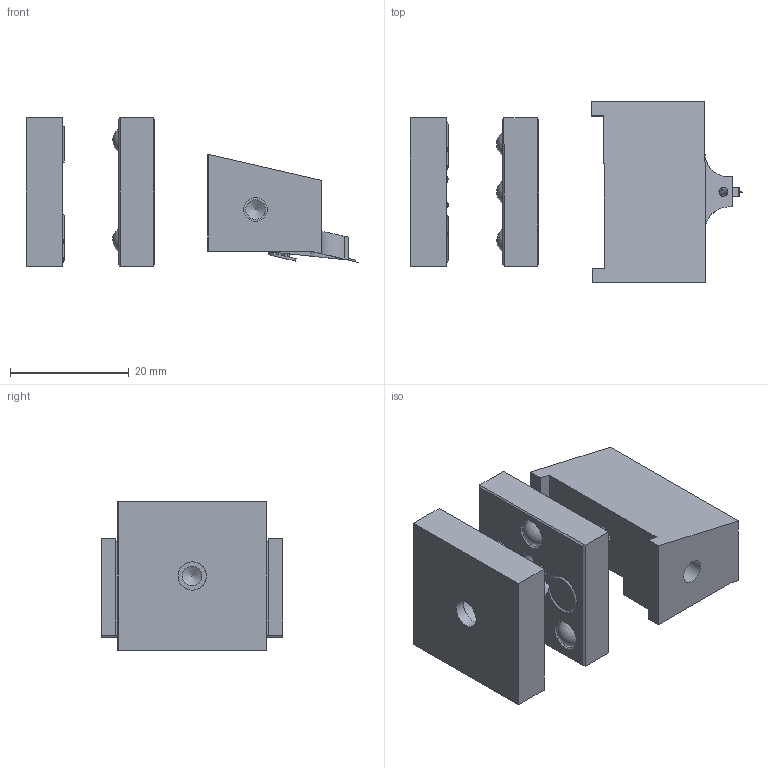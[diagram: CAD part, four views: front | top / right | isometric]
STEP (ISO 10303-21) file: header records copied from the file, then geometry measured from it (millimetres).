
FILE_DESCRIPTION(/* description */ (''),/* implementation_level */ '2;1');
FILE_NAME(/* name */ 'Probe Holder & Magnetic Holder.step',/* time_stamp */ '2024-06-17T21:44:55-04:00',/* author */ (''),/* organization */ (''),/* preprocessor_version */ 'ST-DEVELOPER v20',/* originating_system */ 'Autodesk Translation Framework v12.20.1.177',/* authorisation */ '');
FILE_SCHEMA (('AUTOMOTIVE_DESIGN { 1 0 10303 214 3 1 1 }'));
Length unit declared in the file: millimetre
Products named in the file (1): Probe Holder & Magnetic Holder
Bounding box: 55.94 x 30.52 x 24.99 mm (x, y, z)
Volume: 14211.9 mm3; surface area: 8617.2 mm2
Topology: 19 solids, 19 shells, 715 faces, 1825 edges, 1199 vertices
Faces by surface type: plane 465, bspline 148, cylinder 54, cone 36, torus 9, sphere 3
Full cylindrical faces by diameter (mm): 1.524 x1, 1.587 x7, 1.6 x1, 2.05 x1, 2.5 x1, 3.3 x2, 3.556 x3, 4 x1, 4.102 x1, 4.7 x1, 4.763 x3, 4.775 x2, 6.325 x4, 6.35 x4, 6.502 x4, 7.95 x2
Entity records: 26297 total; most frequent: CARTESIAN_POINT 9067, ORIENTED_EDGE 3624, DIRECTION 2846, EDGE_CURVE 1812, LINE 1298, VECTOR 1298, VERTEX_POINT 1199, EDGE_LOOP 787
